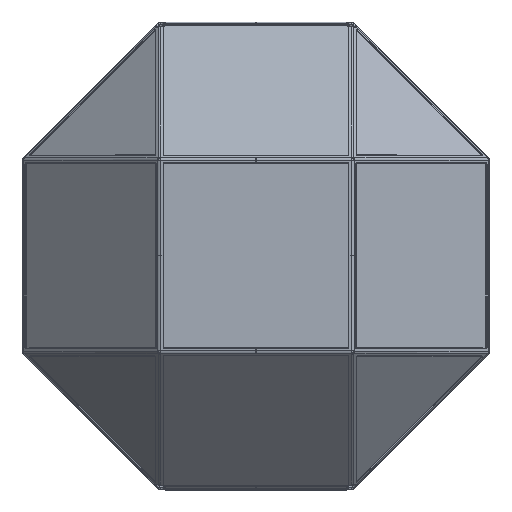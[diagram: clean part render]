
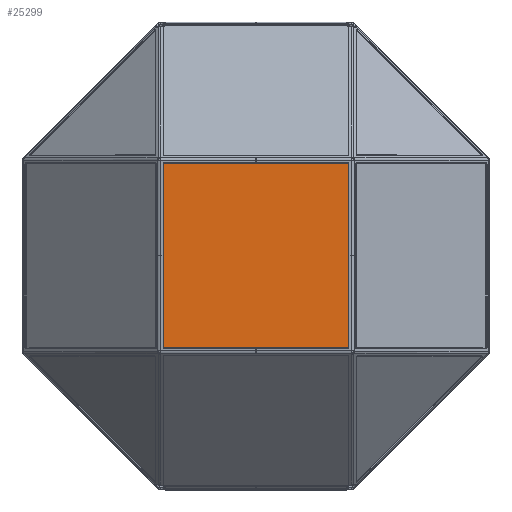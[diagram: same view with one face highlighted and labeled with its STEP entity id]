
A CAD part, top view. The second image highlights one B-rep face of the part: STEP entity #25299.
In plain terms, the highlighted planar face has unit normal (0, 0, 1).
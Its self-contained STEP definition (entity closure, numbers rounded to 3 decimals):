
#3058=LINE('',#52693,#5234);
#3064=LINE('',#52714,#5240);
#3068=LINE('',#52725,#5244);
#3069=LINE('',#52727,#5245);
#5234=VECTOR('',#35103,10.);
#5240=VECTOR('',#35123,10.);
#5244=VECTOR('',#35137,10.);
#5245=VECTOR('',#35140,10.);
#5979=PLANE('',#27942);
#7767=FACE_OUTER_BOUND('',#9369,.T.);
#9369=EDGE_LOOP('',(#23570,#23571,#23572,#23573,#23574,#23575,#23576,#23577));
#10538=CIRCLE('',#27926,0.5);
#10543=CIRCLE('',#27934,0.5);
#10544=CIRCLE('',#27937,0.5);
#10545=CIRCLE('',#27939,0.5);
#12678=VERTEX_POINT('',#52680);
#12679=VERTEX_POINT('',#52681);
#12683=VERTEX_POINT('',#52691);
#12689=VERTEX_POINT('',#52707);
#12690=VERTEX_POINT('',#52708);
#12691=VERTEX_POINT('',#52713);
#12692=VERTEX_POINT('',#52717);
#12693=VERTEX_POINT('',#52721);
#16302=EDGE_CURVE('',#12678,#12679,#10538,.T.);
#16308=EDGE_CURVE('',#12683,#12678,#3058,.T.);
#16315=EDGE_CURVE('',#12689,#12690,#10543,.T.);
#16318=EDGE_CURVE('',#12690,#12691,#3064,.T.);
#16320=EDGE_CURVE('',#12691,#12692,#10544,.T.);
#16322=EDGE_CURVE('',#12693,#12683,#10545,.T.);
#16324=EDGE_CURVE('',#12692,#12693,#3068,.T.);
#16325=EDGE_CURVE('',#12679,#12689,#3069,.T.);
#23570=ORIENTED_EDGE('',*,*,#16302,.F.);
#23571=ORIENTED_EDGE('',*,*,#16308,.F.);
#23572=ORIENTED_EDGE('',*,*,#16322,.F.);
#23573=ORIENTED_EDGE('',*,*,#16324,.F.);
#23574=ORIENTED_EDGE('',*,*,#16320,.F.);
#23575=ORIENTED_EDGE('',*,*,#16318,.F.);
#23576=ORIENTED_EDGE('',*,*,#16315,.F.);
#23577=ORIENTED_EDGE('',*,*,#16325,.F.);
#25299=ADVANCED_FACE('',(#7767),#5979,.T.);
#27926=AXIS2_PLACEMENT_3D('',#52682,#35093,#35094);
#27934=AXIS2_PLACEMENT_3D('',#52709,#35117,#35118);
#27937=AXIS2_PLACEMENT_3D('',#52718,#35127,#35128);
#27939=AXIS2_PLACEMENT_3D('',#52722,#35132,#35133);
#27942=AXIS2_PLACEMENT_3D('',#52728,#35141,#35142);
#35093=DIRECTION('center_axis',(0.,0.,-1.));
#35094=DIRECTION('ref_axis',(0.707,-0.707,0.));
#35103=DIRECTION('',(0.,-1.,0.));
#35117=DIRECTION('center_axis',(0.,0.,-1.));
#35118=DIRECTION('ref_axis',(-0.707,-0.707,0.));
#35123=DIRECTION('',(0.,1.,0.));
#35127=DIRECTION('center_axis',(0.,0.,-1.));
#35128=DIRECTION('ref_axis',(-0.707,0.707,0.));
#35132=DIRECTION('center_axis',(0.,0.,-1.));
#35133=DIRECTION('ref_axis',(0.707,0.707,0.));
#35137=DIRECTION('',(1.,0.,0.));
#35140=DIRECTION('',(-1.,0.,0.));
#35141=DIRECTION('center_axis',(0.,0.,1.));
#35142=DIRECTION('ref_axis',(1.,0.,0.));
#52680=CARTESIAN_POINT('',(59.132,-58.632,150.));
#52681=CARTESIAN_POINT('',(58.632,-59.132,150.));
#52682=CARTESIAN_POINT('Origin',(58.632,-58.632,150.));
#52691=CARTESIAN_POINT('',(59.132,58.632,150.));
#52693=CARTESIAN_POINT('',(59.132,-29.566,150.));
#52707=CARTESIAN_POINT('',(-58.632,-59.132,150.));
#52708=CARTESIAN_POINT('',(-59.132,-58.632,150.));
#52709=CARTESIAN_POINT('Origin',(-58.632,-58.632,150.));
#52713=CARTESIAN_POINT('',(-59.132,58.632,150.));
#52714=CARTESIAN_POINT('',(-59.132,29.566,150.));
#52717=CARTESIAN_POINT('',(-58.632,59.132,150.));
#52718=CARTESIAN_POINT('Origin',(-58.632,58.632,150.));
#52721=CARTESIAN_POINT('',(58.632,59.132,150.));
#52722=CARTESIAN_POINT('Origin',(58.632,58.632,150.));
#52725=CARTESIAN_POINT('',(29.566,59.132,150.));
#52727=CARTESIAN_POINT('',(-29.566,-59.132,150.));
#52728=CARTESIAN_POINT('Origin',(0.,0.,
150.));
